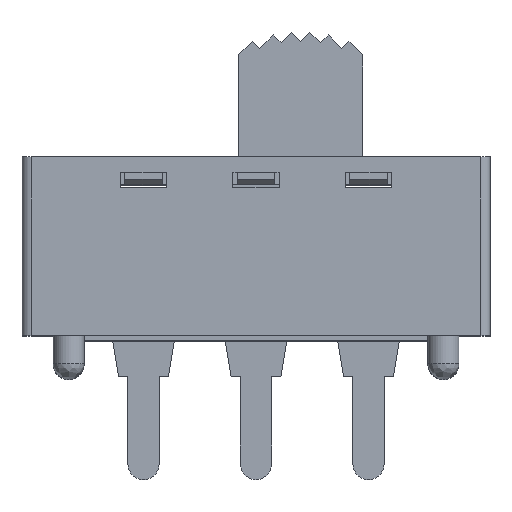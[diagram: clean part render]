
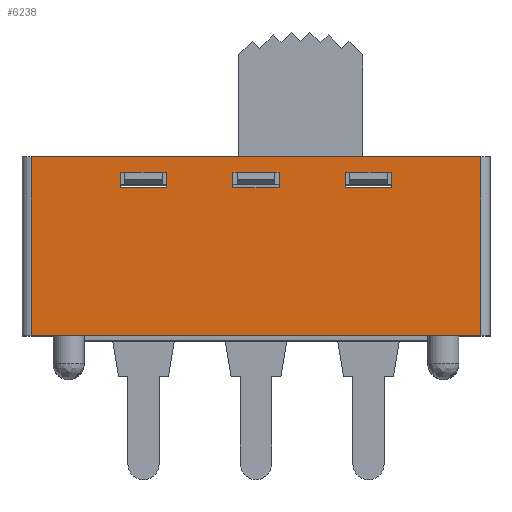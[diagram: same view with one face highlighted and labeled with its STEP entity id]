
A CAD part, top view. The second image highlights one B-rep face of the part: STEP entity #6238.
In plain terms, the highlighted planar face has unit normal (0, 0, 1).
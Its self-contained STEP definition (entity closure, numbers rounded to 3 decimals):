
#1409=ORIENTED_EDGE('',*,*,#2212,.T.);
#1410=ORIENTED_EDGE('',*,*,#2229,.F.);
#1411=ORIENTED_EDGE('',*,*,#2227,.F.);
#1412=ORIENTED_EDGE('',*,*,#2224,.F.);
#1413=ORIENTED_EDGE('',*,*,#2221,.F.);
#1414=ORIENTED_EDGE('',*,*,#2216,.F.);
#1415=ORIENTED_EDGE('',*,*,#2178,.T.);
#1416=ORIENTED_EDGE('',*,*,#2195,.F.);
#1417=ORIENTED_EDGE('',*,*,#2193,.F.);
#1418=ORIENTED_EDGE('',*,*,#2190,.F.);
#1419=ORIENTED_EDGE('',*,*,#2187,.F.);
#1420=ORIENTED_EDGE('',*,*,#2182,.F.);
#1421=ORIENTED_EDGE('',*,*,#2275,.T.);
#1422=ORIENTED_EDGE('',*,*,#2288,.F.);
#1423=ORIENTED_EDGE('',*,*,#2291,.F.);
#1424=ORIENTED_EDGE('',*,*,#2294,.F.);
#1425=ORIENTED_EDGE('',*,*,#2297,.F.);
#1426=ORIENTED_EDGE('',*,*,#2298,.F.);
#1427=ORIENTED_EDGE('',*,*,#2635,.T.);
#1428=ORIENTED_EDGE('',*,*,#2647,.T.);
#1429=ORIENTED_EDGE('',*,*,#2648,.T.);
#1430=ORIENTED_EDGE('',*,*,#2649,.T.);
#2178=EDGE_CURVE('',#3003,#3004,#3663,.T.);
#2182=EDGE_CURVE('',#3003,#3006,#3667,.T.);
#2187=EDGE_CURVE('',#3006,#3008,#3672,.T.);
#2190=EDGE_CURVE('',#3008,#3010,#3675,.T.);
#2193=EDGE_CURVE('',#3010,#3012,#3678,.T.);
#2195=EDGE_CURVE('',#3012,#3004,#3680,.T.);
#2212=EDGE_CURVE('',#3025,#3026,#3697,.T.);
#2216=EDGE_CURVE('',#3025,#3028,#3701,.T.);
#2221=EDGE_CURVE('',#3028,#3030,#3706,.T.);
#2224=EDGE_CURVE('',#3030,#3032,#3709,.T.);
#2227=EDGE_CURVE('',#3032,#3034,#3712,.T.);
#2229=EDGE_CURVE('',#3034,#3026,#3714,.T.);
#2275=EDGE_CURVE('',#3066,#3069,#3751,.T.);
#2288=EDGE_CURVE('',#3078,#3069,#3764,.T.);
#2291=EDGE_CURVE('',#3080,#3078,#3767,.T.);
#2294=EDGE_CURVE('',#3082,#3080,#3770,.T.);
#2297=EDGE_CURVE('',#3084,#3082,#3773,.T.);
#2298=EDGE_CURVE('',#3066,#3084,#3774,.T.);
#2635=EDGE_CURVE('',#3301,#3300,#4075,.T.);
#2647=EDGE_CURVE('',#3300,#3308,#4083,.T.);
#2648=EDGE_CURVE('',#3308,#3309,#4084,.T.);
#2649=EDGE_CURVE('',#3309,#3301,#4085,.T.);
#3003=VERTEX_POINT('',#8745);
#3004=VERTEX_POINT('',#8747);
#3006=VERTEX_POINT('',#8756);
#3008=VERTEX_POINT('',#8762);
#3010=VERTEX_POINT('',#8768);
#3012=VERTEX_POINT('',#8774);
#3025=VERTEX_POINT('',#8812);
#3026=VERTEX_POINT('',#8814);
#3028=VERTEX_POINT('',#8823);
#3030=VERTEX_POINT('',#8829);
#3032=VERTEX_POINT('',#8835);
#3034=VERTEX_POINT('',#8841);
#3066=VERTEX_POINT('',#8934);
#3069=VERTEX_POINT('',#8939);
#3078=VERTEX_POINT('',#8965);
#3080=VERTEX_POINT('',#8971);
#3082=VERTEX_POINT('',#8977);
#3084=VERTEX_POINT('',#8983);
#3300=VERTEX_POINT('',#9756);
#3301=VERTEX_POINT('',#9758);
#3308=VERTEX_POINT('',#9780);
#3309=VERTEX_POINT('',#9784);
#3663=LINE('',#8748,#4494);
#3667=LINE('',#8755,#4498);
#3672=LINE('',#8765,#4503);
#3675=LINE('',#8771,#4506);
#3678=LINE('',#8777,#4509);
#3680=LINE('',#8780,#4511);
#3697=LINE('',#8815,#4528);
#3701=LINE('',#8822,#4532);
#3706=LINE('',#8832,#4537);
#3709=LINE('',#8838,#4540);
#3712=LINE('',#8844,#4543);
#3714=LINE('',#8847,#4545);
#3751=LINE('',#8940,#4582);
#3764=LINE('',#8966,#4595);
#3767=LINE('',#8972,#4598);
#3770=LINE('',#8978,#4601);
#3773=LINE('',#8984,#4604);
#3774=LINE('',#8986,#4605);
#4075=LINE('',#9757,#4906);
#4083=LINE('',#9781,#4914);
#4084=LINE('',#9783,#4915);
#4085=LINE('',#9785,#4916);
#4494=VECTOR('',#7094,1000.);
#4498=VECTOR('',#7102,1000.);
#4503=VECTOR('',#7109,1000.);
#4506=VECTOR('',#7114,1000.);
#4509=VECTOR('',#7119,1000.);
#4511=VECTOR('',#7123,1000.);
#4528=VECTOR('',#7150,1000.);
#4532=VECTOR('',#7158,1000.);
#4537=VECTOR('',#7165,1000.);
#4540=VECTOR('',#7170,1000.);
#4543=VECTOR('',#7175,1000.);
#4545=VECTOR('',#7179,1000.);
#4582=VECTOR('',#7260,1000.);
#4595=VECTOR('',#7281,1000.);
#4598=VECTOR('',#7286,1000.);
#4601=VECTOR('',#7291,1000.);
#4604=VECTOR('',#7296,1000.);
#4605=VECTOR('',#7299,1000.);
#4906=VECTOR('',#7884,1000.);
#4914=VECTOR('',#7908,1000.);
#4915=VECTOR('',#7911,1000.);
#4916=VECTOR('',#7912,1000.);
#5337=EDGE_LOOP('',(#1409,#1410,#1411,#1412,#1413,#1414));
#5338=EDGE_LOOP('',(#1415,#1416,#1417,#1418,#1419,#1420));
#5339=EDGE_LOOP('',(#1421,#1422,#1423,#1424,#1425,#1426));
#5340=EDGE_LOOP('',(#1427,#1428,#1429,#1430));
#5662=FACE_BOUND('',#5337,.T.);
#5663=FACE_BOUND('',#5338,.T.);
#5664=FACE_BOUND('',#5339,.T.);
#5665=FACE_BOUND('',#5340,.T.);
#5946=PLANE('',#6599);
#6238=ADVANCED_FACE('',(#5662,#5663,#5664,#5665),#5946,.T.);
#6599=AXIS2_PLACEMENT_3D('',#9782,#7909,#7910);
#7094=DIRECTION('',(1.,0.,0.));
#7102=DIRECTION('',(-1.,0.,0.));
#7109=DIRECTION('',(0.,-1.,0.));
#7114=DIRECTION('',(1.,0.,0.));
#7119=DIRECTION('',(0.,1.,0.));
#7123=DIRECTION('',(-1.,0.,0.));
#7150=DIRECTION('',(1.,0.,0.));
#7158=DIRECTION('',(-1.,0.,0.));
#7165=DIRECTION('',(0.,-1.,0.));
#7170=DIRECTION('',(1.,0.,0.));
#7175=DIRECTION('',(0.,1.,0.));
#7179=DIRECTION('',(-1.,0.,0.));
#7260=DIRECTION('',(1.,0.,0.));
#7281=DIRECTION('',(-1.,0.,0.));
#7286=DIRECTION('',(0.,1.,0.));
#7291=DIRECTION('',(1.,0.,0.));
#7296=DIRECTION('',(0.,-1.,0.));
#7299=DIRECTION('',(-1.,0.,0.));
#7884=DIRECTION('',(1.,0.,0.));
#7908=DIRECTION('',(0.,1.,0.));
#7909=DIRECTION('',(0.,0.,1.));
#7910=DIRECTION('',(1.,0.,0.));
#7911=DIRECTION('',(-1.,0.,0.));
#7912=DIRECTION('',(0.,-1.,0.));
#8745=CARTESIAN_POINT('',(-0.762,6.68,5.372));
#8747=CARTESIAN_POINT('',(0.762,6.68,5.372));
#8748=CARTESIAN_POINT('',(0.,6.68,5.372));
#8755=CARTESIAN_POINT('',(-3.645,6.68,5.372));
#8756=CARTESIAN_POINT('',(-0.953,6.68,5.372));
#8762=CARTESIAN_POINT('',(-0.953,6.045,5.372));
#8765=CARTESIAN_POINT('',(-0.953,6.68,5.372));
#8768=CARTESIAN_POINT('',(0.953,6.045,5.372));
#8771=CARTESIAN_POINT('',(-5.55,6.045,5.372));
#8774=CARTESIAN_POINT('',(0.953,6.68,5.372));
#8777=CARTESIAN_POINT('',(0.953,6.045,5.372));
#8780=CARTESIAN_POINT('',(-3.645,6.68,5.372));
#8812=CARTESIAN_POINT('',(3.835,6.68,5.372));
#8814=CARTESIAN_POINT('',(5.359,6.68,5.372));
#8815=CARTESIAN_POINT('',(0.,6.68,5.372));
#8822=CARTESIAN_POINT('',(-3.645,6.68,5.372));
#8823=CARTESIAN_POINT('',(3.645,6.68,5.372));
#8829=CARTESIAN_POINT('',(3.645,6.045,5.372));
#8832=CARTESIAN_POINT('',(3.645,6.68,5.372));
#8835=CARTESIAN_POINT('',(5.55,6.045,5.372));
#8838=CARTESIAN_POINT('',(-5.55,6.045,5.372));
#8841=CARTESIAN_POINT('',(5.55,6.68,5.372));
#8844=CARTESIAN_POINT('',(5.55,6.045,5.372));
#8847=CARTESIAN_POINT('',(-3.645,6.68,5.372));
#8934=CARTESIAN_POINT('',(-5.359,6.68,5.372));
#8939=CARTESIAN_POINT('',(-3.835,6.68,5.372));
#8940=CARTESIAN_POINT('',(0.,6.68,5.372));
#8965=CARTESIAN_POINT('',(-3.645,6.68,5.372));
#8966=CARTESIAN_POINT('',(-3.645,6.68,5.372));
#8971=CARTESIAN_POINT('',(-3.645,6.045,5.372));
#8972=CARTESIAN_POINT('',(-3.645,6.045,5.372));
#8977=CARTESIAN_POINT('',(-5.55,6.045,5.372));
#8978=CARTESIAN_POINT('',(-5.55,6.045,5.372));
#8983=CARTESIAN_POINT('',(-5.55,6.68,5.372));
#8984=CARTESIAN_POINT('',(-5.55,6.68,5.372));
#8986=CARTESIAN_POINT('',(-5.359,6.68,5.372));
#9756=CARTESIAN_POINT('',(9.182,0.,5.372));
#9757=CARTESIAN_POINT('',(-9.182,0.,5.372));
#9758=CARTESIAN_POINT('',(-9.182,0.,5.372));
#9780=CARTESIAN_POINT('',(9.182,7.315,5.372));
#9781=CARTESIAN_POINT('',(9.182,0.,5.372));
#9782=CARTESIAN_POINT('',(0.,0.,5.372));
#9783=CARTESIAN_POINT('',(9.182,7.315,5.372));
#9784=CARTESIAN_POINT('',(-9.182,7.315,5.372));
#9785=CARTESIAN_POINT('',(-9.182,7.315,5.372));
